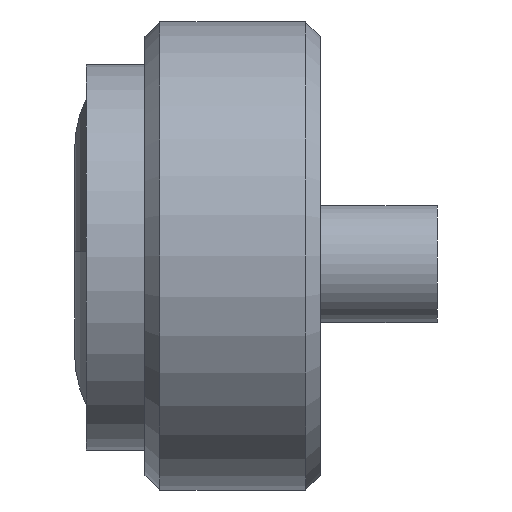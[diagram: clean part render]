
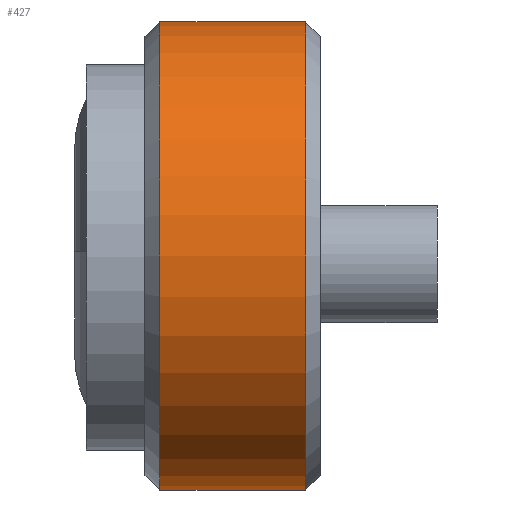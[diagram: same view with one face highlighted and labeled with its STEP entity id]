
A CAD part, left-side view. The second image highlights one B-rep face of the part: STEP entity #427.
In plain terms, the highlighted cylindrical face has radius 20 mm (diameter 40 mm), a partial arc.
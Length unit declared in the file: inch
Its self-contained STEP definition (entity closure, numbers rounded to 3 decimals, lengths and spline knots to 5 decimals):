
#6 = CIRCLE ( 'NONE', #187, 0.7874 ) ;
#88 = CARTESIAN_POINT ( 'NONE',  ( -2.9817, 0.24528, 0.81465 ) ) ;
#143 = LINE ( 'NONE', #578, #1077 ) ;
#172 = DIRECTION ( 'NONE',  ( 0., -1., 0. ) ) ;
#187 = AXIS2_PLACEMENT_3D ( 'NONE', #823, #1283, #726 ) ;
#272 = EDGE_CURVE ( 'NONE', #318, #727, #6, .T. ) ;
#294 = DIRECTION ( 'NONE',  ( 0., 0., 1. ) ) ;
#318 = VERTEX_POINT ( 'NONE', #88 ) ;
#334 = VECTOR ( 'NONE', #172, 39.37008 ) ;
#417 = DIRECTION ( 'NONE',  ( 0., 1., 0. ) ) ;
#420 = CIRCLE ( 'NONE', #441, 0.7874 ) ;
#426 = CARTESIAN_POINT ( 'NONE',  ( -2.9817, -0.24528, 0.81465 ) ) ;
#427 = ADVANCED_FACE ( 'NONE', ( #750 ), #1399, .T. ) ;
#441 = AXIS2_PLACEMENT_3D ( 'NONE', #951, #417, #294 ) ;
#444 = VERTEX_POINT ( 'NONE', #426 ) ;
#464 = CARTESIAN_POINT ( 'NONE',  ( -2.9817, 0.24528, -0.76015 ) ) ;
#529 = ORIENTED_EDGE ( 'NONE', *, *, #1099, .F. ) ;
#578 = CARTESIAN_POINT ( 'NONE',  ( -2.9817, 0.29528, -0.76015 ) ) ;
#726 = DIRECTION ( 'NONE',  ( 0., 0., 1. ) ) ;
#727 = VERTEX_POINT ( 'NONE', #464 ) ;
#750 = FACE_OUTER_BOUND ( 'NONE', #931, .T. ) ;
#783 = EDGE_CURVE ( 'NONE', #727, #937, #143, .T. ) ;
#817 = LINE ( 'NONE', #1266, #334 ) ;
#823 = CARTESIAN_POINT ( 'NONE',  ( -2.9817, 0.24528, 0.02725 ) ) ;
#900 = CARTESIAN_POINT ( 'NONE',  ( -2.9817, -0.24528, -0.76015 ) ) ;
#910 = ORIENTED_EDGE ( 'NONE', *, *, #1311, .T. ) ;
#931 = EDGE_LOOP ( 'NONE', ( #529, #1041, #1247, #910 ) ) ;
#937 = VERTEX_POINT ( 'NONE', #900 ) ;
#951 = CARTESIAN_POINT ( 'NONE',  ( -2.9817, -0.24528, 0.02725 ) ) ;
#963 = DIRECTION ( 'NONE',  ( 0., -1., 0. ) ) ;
#1041 = ORIENTED_EDGE ( 'NONE', *, *, #272, .T. ) ;
#1077 = VECTOR ( 'NONE', #1390, 39.37008 ) ;
#1096 = DIRECTION ( 'NONE',  ( 0., 0., -1. ) ) ;
#1099 = EDGE_CURVE ( 'NONE', #318, #444, #817, .T. ) ;
#1173 = AXIS2_PLACEMENT_3D ( 'NONE', #1200, #963, #1096 ) ;
#1200 = CARTESIAN_POINT ( 'NONE',  ( -2.9817, 0.29528, 0.02725 ) ) ;
#1247 = ORIENTED_EDGE ( 'NONE', *, *, #783, .T. ) ;
#1266 = CARTESIAN_POINT ( 'NONE',  ( -2.9817, 0.29528, 0.81465 ) ) ;
#1283 = DIRECTION ( 'NONE',  ( 0., -1., 0. ) ) ;
#1311 = EDGE_CURVE ( 'NONE', #937, #444, #420, .T. ) ;
#1390 = DIRECTION ( 'NONE',  ( 0., -1., 0. ) ) ;
#1399 = CYLINDRICAL_SURFACE ( 'NONE', #1173, 0.7874 ) ;
